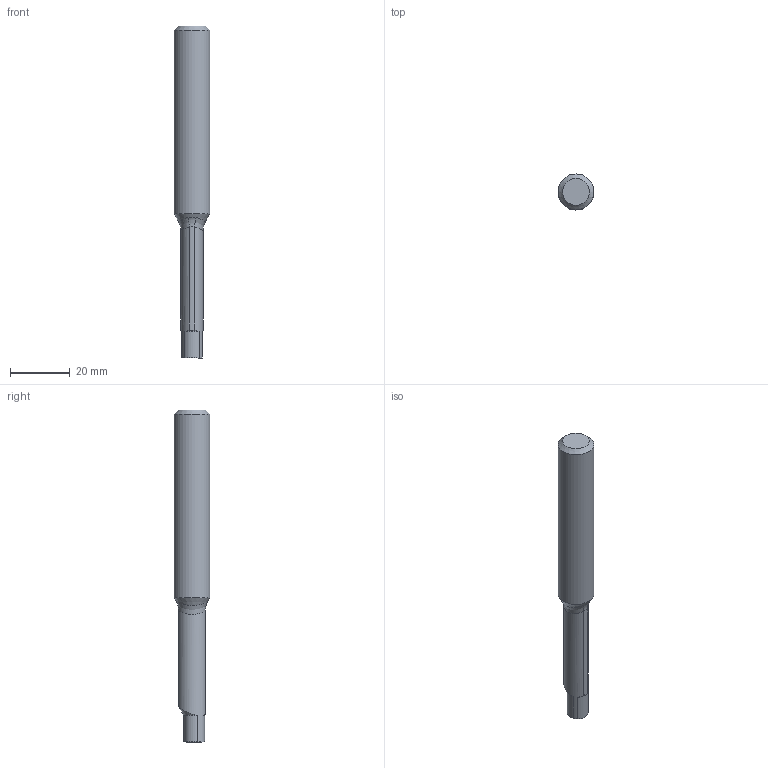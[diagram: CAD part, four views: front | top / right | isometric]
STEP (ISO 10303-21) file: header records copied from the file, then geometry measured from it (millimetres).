
FILE_DESCRIPTION(/* description */ (''),/* implementation_level */ '2;1');
FILE_NAME(/* name */ '1589870200576.stp',/* time_stamp */ '2020-05-19T12:06:53+06:00',/* author */ (''),/* organization */ ('SMS'),/* preprocessor_version */ 'ST-DEVELOPER v16.7',/* originating_system */ 'SIEMENS PLM Software NX 12.0',/* authorisation */ '');
FILE_SCHEMA (('AUTOMOTIVE_DESIGN { 1 0 10303 214 3 1 1 1 }'));
Length unit declared in the file: millimetre
Products named in the file (1): 202733379mod000_00
Bounding box: 12 x 12 x 111.1 mm (x, y, z)
Volume: 9523.7 mm3; surface area: 3725 mm2
Topology: 1 solids, 1 shells, 17 faces, 45 edges, 33 vertices
Faces by surface type: cylinder 7, cone 4, plane 2, torus 2, bspline 2
Full cylindrical faces by diameter (mm): 12 x1
Entity records: 920 total; most frequent: CARTESIAN_POINT 480, ORIENTED_EDGE 84, DIRECTION 72, EDGE_CURVE 42, AXIS2_PLACEMENT_3D 32, VERTEX_POINT 30, B_SPLINE_CURVE_WITH_KNOTS 21, EDGE_LOOP 20
